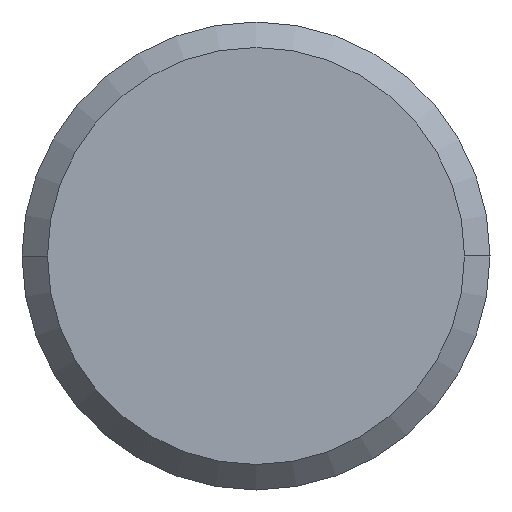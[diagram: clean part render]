
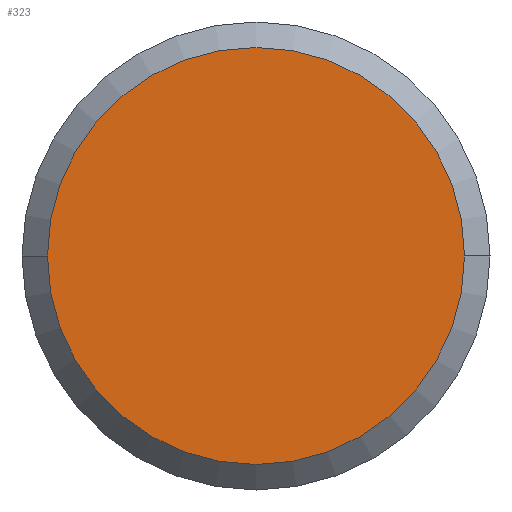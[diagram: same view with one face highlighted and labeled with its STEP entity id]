
A CAD part, left-side view. The second image highlights one B-rep face of the part: STEP entity #323.
In plain terms, the highlighted planar face has unit normal (-1, 0, 0).
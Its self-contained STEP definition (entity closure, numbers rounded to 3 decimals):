
#56 = EDGE_LOOP ( 'NONE', ( #392, #176 ) ) ;
#59 = CARTESIAN_POINT ( 'NONE',  ( 0., 0., 0. ) ) ;
#65 = DIRECTION ( 'NONE',  ( 1., 0., 0. ) ) ;
#87 = FACE_OUTER_BOUND ( 'NONE', #56, .T. ) ;
#100 = AXIS2_PLACEMENT_3D ( 'NONE', #59, #373, #339 ) ;
#119 = CARTESIAN_POINT ( 'NONE',  ( 0., -6.238, 0. ) ) ;
#121 = DIRECTION ( 'NONE',  ( 0., 1., 0. ) ) ;
#138 = EDGE_CURVE ( 'NONE', #369, #252, #185, .T. ) ;
#149 = CARTESIAN_POINT ( 'NONE',  ( 0., 0., 0. ) ) ;
#153 = DIRECTION ( 'NONE',  ( 1., 0., 0. ) ) ;
#176 = ORIENTED_EDGE ( 'NONE', *, *, #138, .F. ) ;
#177 = CIRCLE ( 'NONE', #306, 6.238 ) ;
#181 = AXIS2_PLACEMENT_3D ( 'NONE', #149, #153, #121 ) ;
#185 = CIRCLE ( 'NONE', #181, 6.238 ) ;
#188 = PLANE ( 'NONE',  #100 ) ;
#189 = CARTESIAN_POINT ( 'NONE',  ( 0., 6.238, 0. ) ) ;
#252 = VERTEX_POINT ( 'NONE', #189 ) ;
#280 = CARTESIAN_POINT ( 'NONE',  ( 0., 0., 0. ) ) ;
#291 = EDGE_CURVE ( 'NONE', #252, #369, #177, .T. ) ;
#306 = AXIS2_PLACEMENT_3D ( 'NONE', #280, #65, #414 ) ;
#323 = ADVANCED_FACE ( 'NONE', ( #87 ), #188, .T. ) ;
#339 = DIRECTION ( 'NONE',  ( 0., -1., 0. ) ) ;
#369 = VERTEX_POINT ( 'NONE', #119 ) ;
#373 = DIRECTION ( 'NONE',  ( -1., 0., 0. ) ) ;
#392 = ORIENTED_EDGE ( 'NONE', *, *, #291, .F. ) ;
#414 = DIRECTION ( 'NONE',  ( 0., 1., 0. ) ) ;
